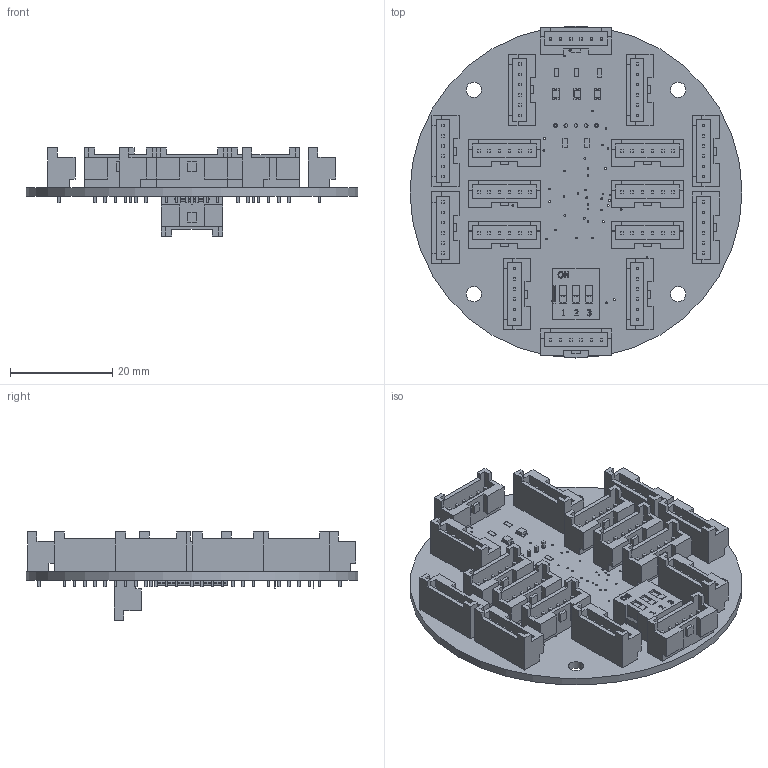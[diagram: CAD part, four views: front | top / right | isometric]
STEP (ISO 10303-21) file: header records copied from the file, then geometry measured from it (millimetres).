
FILE_DESCRIPTION(/* description */ (''),/* implementation_level */ '2;1');
FILE_NAME(/* name */ '937b8d45-7e98-4e09-b52e-7afdbd5530ab.stp',/* time_stamp */ '2019-09-12T12:19:34+00:00',/* author */ (''),/* organization */ (''),/* preprocessor_version */ 'ST-DEVELOPER v18',/* originating_system */ 'Autodesk Translation Framework v8.6.0.1094',/* authorisation */ '');
FILE_SCHEMA (('AUTOMOTIVE_DESIGN { 1 0 10303 214 3 1 1 }'));
Length unit declared in the file: millimetre
Products named in the file (9): 937b8d45-7e98-4e09-b52e-7afdbd5530ab; PCB Component; Board; CHIPLED_0805; 10k; JST6; PCA9698DGG,518; JST5; EDG-03
Assembly tree (32 placements, depth 3):
  937b8d45-7e98-4e09-b52e-7afdbd5530ab
    PCB Component
      Board
      CHIPLED_0805  x3
      10k  x8
      JST6  x16
      PCA9698DGG,518
      JST5
      EDG-03
Bounding box: 65 x 65 x 17.27 mm (x, y, z)
Volume: 10419.9 mm3; surface area: 18388 mm2
Topology: 31 solids, 31 shells, 2795 faces, 7235 edges, 4740 vertices
Faces by surface type: plane 2341, cylinder 409, bspline 45
Full cylindrical faces by diameter (mm): 0.35 x60, 0.472 x1, 0.7 x101, 0.813 x6, 3 x4, 65 x1
Entity records: 44312 total; most frequent: CARTESIAN_POINT 8177, ORIENTED_EDGE 7354, DIRECTION 7117, EDGE_CURVE 3677, LINE 2777, VECTOR 2777, VERTEX_POINT 2368, AXIS2_PLACEMENT_3D 2170
